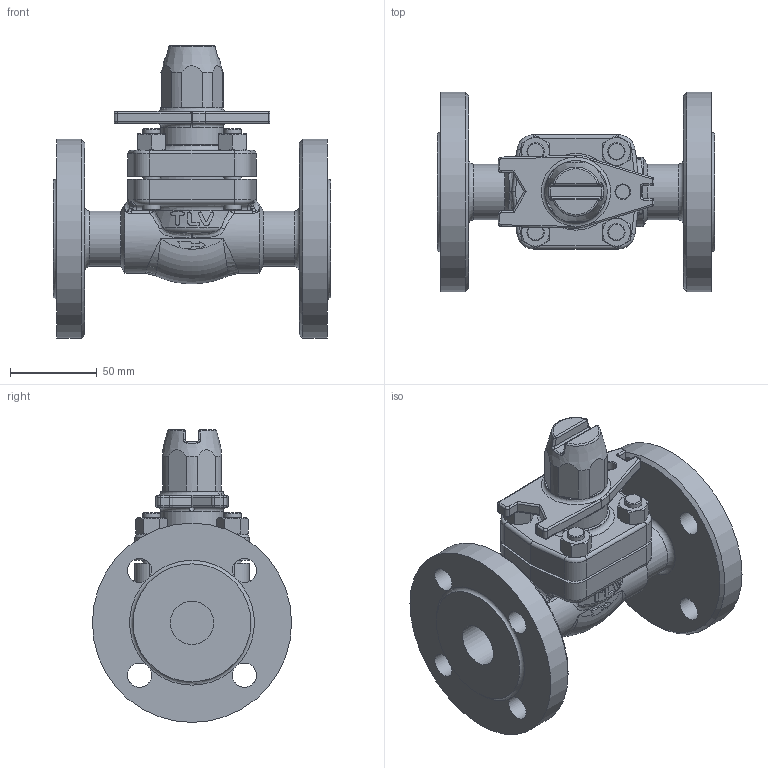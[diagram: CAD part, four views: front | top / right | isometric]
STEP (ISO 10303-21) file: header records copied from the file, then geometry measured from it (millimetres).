
FILE_DESCRIPTION(/* description */ (''),/* implementation_level */ '2;1');
FILE_NAME(/* name */ 'bd800-025-e0040-00.stp',/* time_stamp */ '2018-11-01T16:33:26+09:00',/* author */ ('nakaot'),/* organization */ (''),/* preprocessor_version */ 'ST-DEVELOPER v15.6',/* originating_system */ 'Autodesk Inventor 2015',/* authorisation */ '');
FILE_SCHEMA (('CONFIG_CONTROL_DESIGN'));
Length unit declared in the file: centimetre
Products named in the file (1): bd800-025-e0040-00
Bounding box: 160 x 115 x 169 mm (x, y, z)
Volume: 654478.9 mm3; surface area: 119590.2 mm2
Topology: 1 solids, 5 shells, 478 faces, 1138 edges, 677 vertices
Faces by surface type: plane 176, cylinder 137, cone 66, bspline 49, torus 34, sphere 16
Full cylindrical faces by diameter (mm): 3 x1, 8 x1, 8.376 x2, 10 x10, 11 x4, 12 x1, 13 x1, 14 x8, 15 x2, 18 x1, 18.376 x1, 22.2 x2, 24.5 x1, 25 x2, 25.5 x1, 27 x1, 32 x2, 36 x2, 54 x1, 115 x2
Entity records: 15211 total; most frequent: CARTESIAN_POINT 4961, DIRECTION 2142, ORIENTED_EDGE 2040, EDGE_CURVE 1020, AXIS2_PLACEMENT_3D 917, VERTEX_POINT 642, EDGE_LOOP 592, FACE_OUTER_BOUND 477
